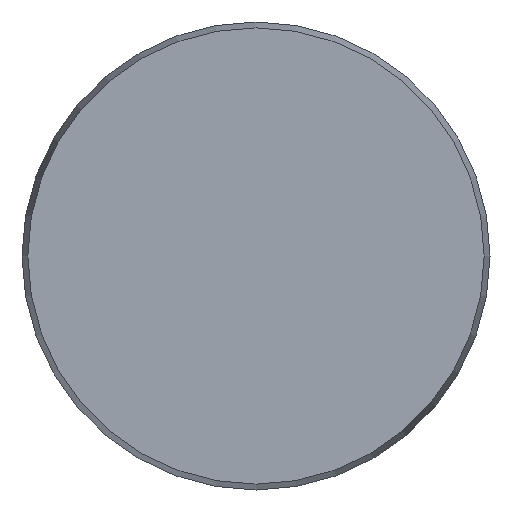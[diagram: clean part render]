
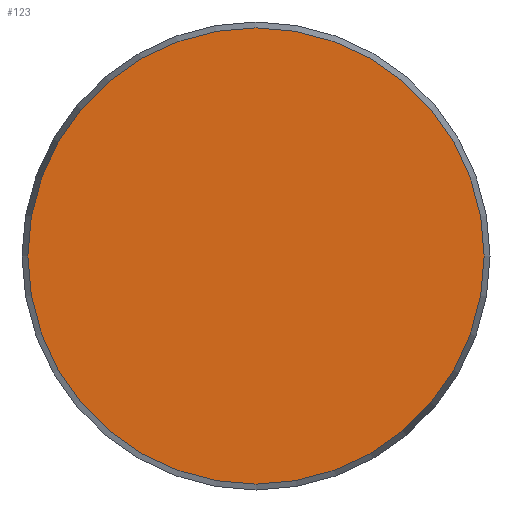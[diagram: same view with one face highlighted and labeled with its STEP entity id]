
A CAD part, front view. The second image highlights one B-rep face of the part: STEP entity #123.
In plain terms, the highlighted planar face has unit normal (0, -1, 0).
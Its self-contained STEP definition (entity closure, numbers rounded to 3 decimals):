
#123 = ADVANCED_FACE( '', ( #258 ), #259, .F. );
#258 = FACE_OUTER_BOUND( '', #397, .T. );
#259 = PLANE( '', #398 );
#397 = EDGE_LOOP( '', ( #689 ) );
#398 = AXIS2_PLACEMENT_3D( '', #690, #691, #692 );
#689 = ORIENTED_EDGE( '', *, *, #815, .T. );
#690 = CARTESIAN_POINT( '', ( 48.75, 0., 0. ) );
#691 = DIRECTION( '', ( 0., 1., 0. ) );
#692 = DIRECTION( '', ( 0., 0., 1. ) );
#815 = EDGE_CURVE( '', #957, #957, #958, .T. );
#957 = VERTEX_POINT( '', #1251 );
#958 = CIRCLE( '', #1252, 48.75 );
#1251 = CARTESIAN_POINT( '', ( 0., 0., -48.75 ) );
#1252 = AXIS2_PLACEMENT_3D( '', #1405, #1406, #1407 );
#1405 = CARTESIAN_POINT( '', ( 0., 0., 0. ) );
#1406 = DIRECTION( '', ( 0., -1., 0. ) );
#1407 = DIRECTION( '', ( 0., 0., -1. ) );
